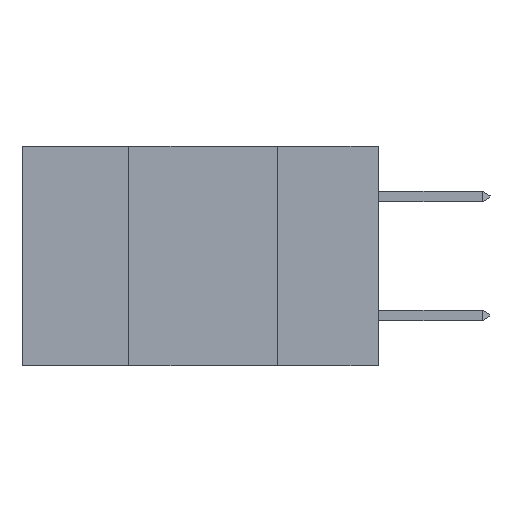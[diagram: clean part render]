
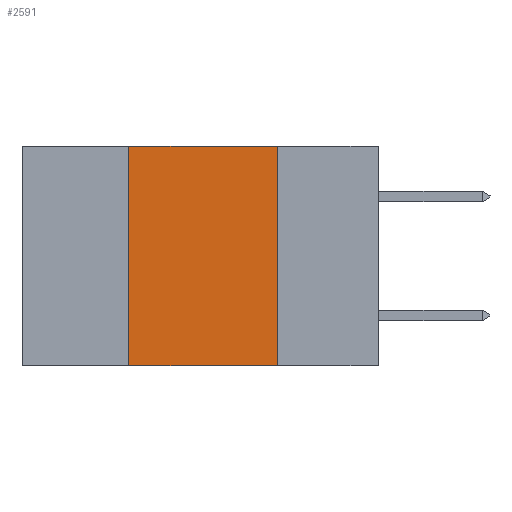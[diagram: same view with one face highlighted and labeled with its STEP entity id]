
A CAD part, left-side view. The second image highlights one B-rep face of the part: STEP entity #2591.
In plain terms, the highlighted planar face has unit normal (-1, 0, 0).
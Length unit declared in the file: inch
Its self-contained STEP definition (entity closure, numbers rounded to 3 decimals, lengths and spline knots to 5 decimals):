
#279 = PLANE ( 'NONE',  #1891 ) ;
#333 = VECTOR ( 'NONE', #5674, 39.37008 ) ;
#504 = EDGE_CURVE ( 'NONE', #10950, #10777, #10493, .T. ) ;
#790 = EDGE_CURVE ( 'NONE', #10950, #4492, #4638, .T. ) ;
#1082 = CARTESIAN_POINT ( 'NONE',  ( 0., 0.6, 0. ) ) ;
#1154 = CARTESIAN_POINT ( 'NONE',  ( 0., 0.42, -0.37 ) ) ;
#1805 = CARTESIAN_POINT ( 'NONE',  ( 0., 0.17, -0.37 ) ) ;
#1891 = AXIS2_PLACEMENT_3D ( 'NONE', #7110, #11542, #4771 ) ;
#2301 = VECTOR ( 'NONE', #7067, 39.37008 ) ;
#2542 = VECTOR ( 'NONE', #8940, 39.37008 ) ;
#2591 = ADVANCED_FACE ( 'NONE', ( #7967 ), #279, .F. ) ;
#2601 = EDGE_CURVE ( 'NONE', #13082, #10777, #6900, .T. ) ;
#4397 = CARTESIAN_POINT ( 'NONE',  ( 0., 0.17, 0. ) ) ;
#4421 = CARTESIAN_POINT ( 'NONE',  ( 0., 0.42, 0. ) ) ;
#4492 = VERTEX_POINT ( 'NONE', #4421 ) ;
#4638 = LINE ( 'NONE', #1154, #2542 ) ;
#4699 = ORIENTED_EDGE ( 'NONE', *, *, #2601, .F. ) ;
#4771 = DIRECTION ( 'NONE',  ( 0., 0., -1. ) ) ;
#5674 = DIRECTION ( 'NONE',  ( 0., -1., 0. ) ) ;
#6900 = LINE ( 'NONE', #9211, #10547 ) ;
#7067 = DIRECTION ( 'NONE',  ( 0., -1., 0. ) ) ;
#7110 = CARTESIAN_POINT ( 'NONE',  ( 0., 0.6, 0. ) ) ;
#7967 = FACE_OUTER_BOUND ( 'NONE', #8140, .T. ) ;
#7968 = ORIENTED_EDGE ( 'NONE', *, *, #504, .T. ) ;
#8073 = CARTESIAN_POINT ( 'NONE',  ( 0., 0.6, -0.37 ) ) ;
#8140 = EDGE_LOOP ( 'NONE', ( #4699, #9619, #12192, #7968 ) ) ;
#8714 = EDGE_CURVE ( 'NONE', #4492, #13082, #13295, .T. ) ;
#8940 = DIRECTION ( 'NONE',  ( 0., 0., 1. ) ) ;
#9211 = CARTESIAN_POINT ( 'NONE',  ( 0., 0.17, -0.37 ) ) ;
#9619 = ORIENTED_EDGE ( 'NONE', *, *, #8714, .F. ) ;
#10089 = CARTESIAN_POINT ( 'NONE',  ( 0., 0.42, -0.37 ) ) ;
#10493 = LINE ( 'NONE', #8073, #2301 ) ;
#10535 = DIRECTION ( 'NONE',  ( 0., 0., -1. ) ) ;
#10547 = VECTOR ( 'NONE', #10535, 39.37008 ) ;
#10777 = VERTEX_POINT ( 'NONE', #1805 ) ;
#10950 = VERTEX_POINT ( 'NONE', #10089 ) ;
#11542 = DIRECTION ( 'NONE',  ( 1., 0., 0. ) ) ;
#12192 = ORIENTED_EDGE ( 'NONE', *, *, #790, .F. ) ;
#13082 = VERTEX_POINT ( 'NONE', #4397 ) ;
#13295 = LINE ( 'NONE', #1082, #333 ) ;
